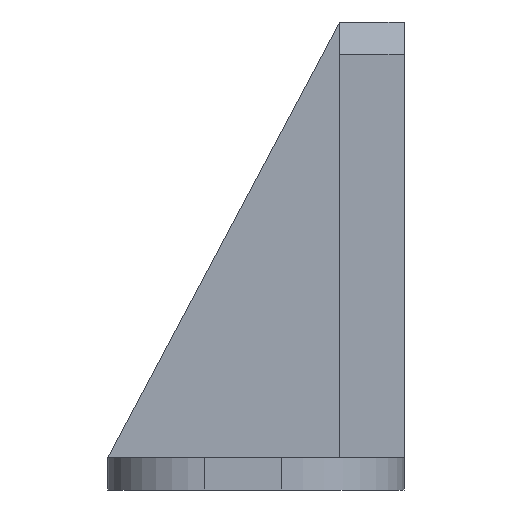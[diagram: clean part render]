
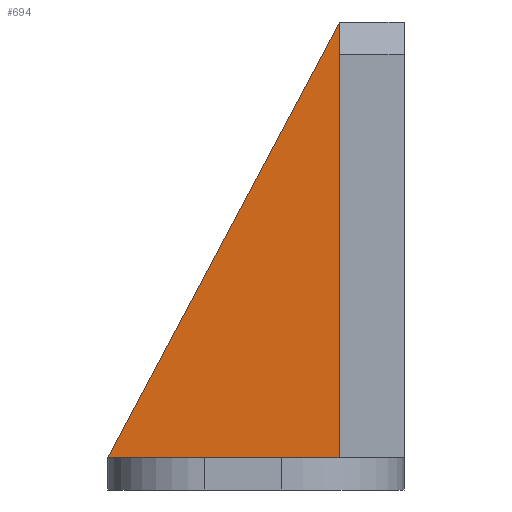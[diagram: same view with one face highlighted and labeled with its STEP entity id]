
A CAD part, front view. The second image highlights one B-rep face of the part: STEP entity #694.
In plain terms, the highlighted planar face has unit normal (0, -1, 0).
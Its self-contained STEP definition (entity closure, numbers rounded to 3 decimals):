
#53=FACE_OUTER_BOUND('',#92,.T.);
#92=EDGE_LOOP('',(#486,#487,#488));
#146=LINE('',#1039,#228);
#150=LINE('',#1045,#232);
#151=LINE('',#1046,#233);
#228=VECTOR('',#834,10.);
#232=VECTOR('',#840,10.);
#233=VECTOR('',#841,10.);
#309=VERTEX_POINT('',#1037);
#310=VERTEX_POINT('',#1038);
#311=VERTEX_POINT('',#1044);
#377=EDGE_CURVE('',#309,#310,#146,.T.);
#381=EDGE_CURVE('',#311,#310,#150,.T.);
#382=EDGE_CURVE('',#309,#311,#151,.T.);
#486=ORIENTED_EDGE('',*,*,#381,.F.);
#487=ORIENTED_EDGE('',*,*,#382,.F.);
#488=ORIENTED_EDGE('',*,*,#377,.T.);
#664=PLANE('',#750);
#694=ADVANCED_FACE('',(#53),#664,.T.);
#750=AXIS2_PLACEMENT_3D('',#1043,#838,#839);
#834=DIRECTION('',(-0.47,0.,-0.883));
#838=DIRECTION('center_axis',(0.,-1.,0.));
#839=DIRECTION('ref_axis',(1.,0.,0.));
#840=DIRECTION('',(-1.,0.,0.));
#841=DIRECTION('',(0.,0.,-1.));
#1037=CARTESIAN_POINT('',(47.633,9.881,21.4));
#1038=CARTESIAN_POINT('',(40.454,9.881,7.9));
#1039=CARTESIAN_POINT('',(47.633,9.881,21.4));
#1043=CARTESIAN_POINT('Origin',(45.044,9.881,14.15));
#1044=CARTESIAN_POINT('',(47.633,9.881,7.9));
#1045=CARTESIAN_POINT('',(34.555,9.881,7.9));
#1046=CARTESIAN_POINT('',(47.633,9.881,11.025));
